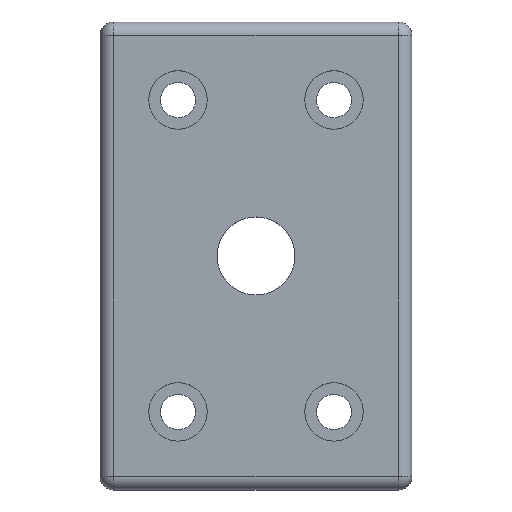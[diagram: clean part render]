
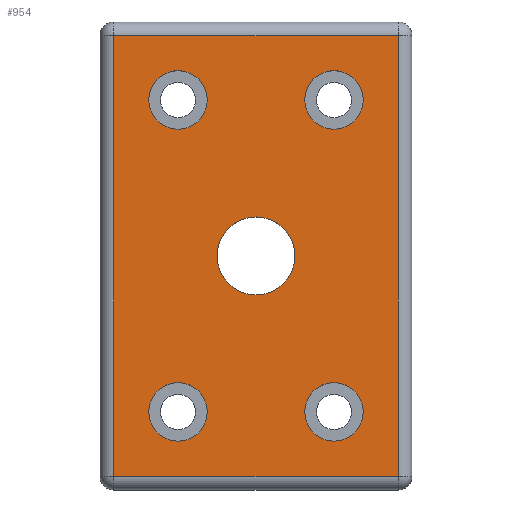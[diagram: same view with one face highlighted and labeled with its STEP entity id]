
A CAD part, top view. The second image highlights one B-rep face of the part: STEP entity #954.
In plain terms, the highlighted planar face has unit normal (0, 0, 1).
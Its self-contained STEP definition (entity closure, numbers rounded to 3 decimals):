
#172=CARTESIAN_POINT('',(206.813,82.235,15.0));
#173=VERTEX_POINT('',#172);
#182=CARTESIAN_POINT('',(221.813,82.235,15.0));
#183=VERTEX_POINT('',#182);
#184=CARTESIAN_POINT('',(214.313,82.235,15.0));
#185=DIRECTION('',(0.0,0.0,-1.0));
#186=DIRECTION('',(-1.0,0.0,0.0));
#187=AXIS2_PLACEMENT_3D('',#184,#185,#186);
#188=CIRCLE('',#187,7.5);
#189=EDGE_CURVE('',#183,#173,#188,.T.);
#256=CARTESIAN_POINT('',(246.813,82.235,15.0));
#257=VERTEX_POINT('',#256);
#266=CARTESIAN_POINT('',(261.813,82.235,15.0));
#267=VERTEX_POINT('',#266);
#268=CARTESIAN_POINT('',(254.313,82.235,15.0));
#269=DIRECTION('',(0.0,0.0,-1.0));
#270=DIRECTION('',(-1.0,0.0,0.0));
#271=AXIS2_PLACEMENT_3D('',#268,#269,#270);
#272=CIRCLE('',#271,7.5);
#273=EDGE_CURVE('',#267,#257,#272,.T.);
#340=CARTESIAN_POINT('',(206.813,162.235,15.0));
#341=VERTEX_POINT('',#340);
#350=CARTESIAN_POINT('',(221.813,162.235,15.0));
#351=VERTEX_POINT('',#350);
#352=CARTESIAN_POINT('',(214.313,162.235,15.0));
#353=DIRECTION('',(0.0,0.0,-1.0));
#354=DIRECTION('',(-1.0,0.0,0.0));
#355=AXIS2_PLACEMENT_3D('',#352,#353,#354);
#356=CIRCLE('',#355,7.5);
#357=EDGE_CURVE('',#351,#341,#356,.T.);
#424=CARTESIAN_POINT('',(246.813,162.235,15.0));
#425=VERTEX_POINT('',#424);
#434=CARTESIAN_POINT('',(261.813,162.235,15.0));
#435=VERTEX_POINT('',#434);
#436=CARTESIAN_POINT('',(254.313,162.235,15.0));
#437=DIRECTION('',(0.0,0.0,-1.0));
#438=DIRECTION('',(-1.0,0.0,0.0));
#439=AXIS2_PLACEMENT_3D('',#436,#437,#438);
#440=CIRCLE('',#439,7.5);
#441=EDGE_CURVE('',#435,#425,#440,.T.);
#466=CARTESIAN_POINT('',(224.313,122.235,15.0));
#467=VERTEX_POINT('',#466);
#476=CARTESIAN_POINT('',(244.313,122.235,15.0));
#477=VERTEX_POINT('',#476);
#478=CARTESIAN_POINT('',(234.313,122.235,15.0));
#479=DIRECTION('',(0.0,0.0,-1.0));
#480=DIRECTION('',(-1.0,0.0,0.0));
#481=AXIS2_PLACEMENT_3D('',#478,#479,#480);
#482=CIRCLE('',#481,10.0);
#483=EDGE_CURVE('',#477,#467,#482,.T.);
#519=CARTESIAN_POINT('',(270.813,178.735,15.0));
#520=VERTEX_POINT('',#519);
#554=CARTESIAN_POINT('',(197.813,178.735,15.0));
#555=VERTEX_POINT('',#554);
#580=CARTESIAN_POINT('',(270.813,65.735,15.0));
#581=VERTEX_POINT('',#580);
#613=CARTESIAN_POINT('',(197.813,65.735,15.0));
#614=VERTEX_POINT('',#613);
#688=CARTESIAN_POINT('',(270.813,65.735,15.0));
#689=DIRECTION('',(-1.0,0.0,0.0));
#690=VECTOR('',#689,73.0);
#691=LINE('',#688,#690);
#692=EDGE_CURVE('',#581,#614,#691,.T.);
#710=CARTESIAN_POINT('',(197.813,65.735,15.0));
#711=DIRECTION('',(0.0,1.0,0.0));
#712=VECTOR('',#711,113.0);
#713=LINE('',#710,#712);
#714=EDGE_CURVE('',#614,#555,#713,.T.);
#764=CARTESIAN_POINT('',(270.813,178.735,15.0));
#765=DIRECTION('',(0.0,-1.0,0.0));
#766=VECTOR('',#765,113.0);
#767=LINE('',#764,#766);
#768=EDGE_CURVE('',#520,#581,#767,.T.);
#818=CARTESIAN_POINT('',(197.813,178.735,15.0));
#819=DIRECTION('',(1.0,0.0,0.0));
#820=VECTOR('',#819,73.0);
#821=LINE('',#818,#820);
#822=EDGE_CURVE('',#555,#520,#821,.T.);
#893=CARTESIAN_POINT('',(194.313,182.235,15.0));
#894=DIRECTION('',(0.0,0.0,-1.0));
#895=DIRECTION('',(-1.0,0.0,0.0));
#896=AXIS2_PLACEMENT_3D('',#893,#894,#895);
#897=PLANE('',#896);
#898=ORIENTED_EDGE('',*,*,#692,.F.);
#899=ORIENTED_EDGE('',*,*,#768,.F.);
#900=ORIENTED_EDGE('',*,*,#822,.F.);
#901=ORIENTED_EDGE('',*,*,#714,.F.);
#902=EDGE_LOOP('',(#898,#899,#900,#901));
#903=FACE_OUTER_BOUND('',#902,.T.);
#904=CARTESIAN_POINT('',(214.313,82.235,15.0));
#905=DIRECTION('',(0.0,0.0,-1.0));
#906=DIRECTION('',(-1.0,0.0,0.0));
#907=AXIS2_PLACEMENT_3D('',#904,#905,#906);
#908=CIRCLE('',#907,7.5);
#909=EDGE_CURVE('',#173,#183,#908,.T.);
#910=ORIENTED_EDGE('',*,*,#909,.T.);
#911=ORIENTED_EDGE('',*,*,#189,.T.);
#912=EDGE_LOOP('',(#910,#911));
#913=FACE_BOUND('',#912,.T.);
#914=CARTESIAN_POINT('',(254.313,82.235,15.0));
#915=DIRECTION('',(0.0,0.0,-1.0));
#916=DIRECTION('',(-1.0,0.0,0.0));
#917=AXIS2_PLACEMENT_3D('',#914,#915,#916);
#918=CIRCLE('',#917,7.5);
#919=EDGE_CURVE('',#257,#267,#918,.T.);
#920=ORIENTED_EDGE('',*,*,#919,.T.);
#921=ORIENTED_EDGE('',*,*,#273,.T.);
#922=EDGE_LOOP('',(#920,#921));
#923=FACE_BOUND('',#922,.T.);
#924=CARTESIAN_POINT('',(214.313,162.235,15.0));
#925=DIRECTION('',(0.0,0.0,-1.0));
#926=DIRECTION('',(-1.0,0.0,0.0));
#927=AXIS2_PLACEMENT_3D('',#924,#925,#926);
#928=CIRCLE('',#927,7.5);
#929=EDGE_CURVE('',#341,#351,#928,.T.);
#930=ORIENTED_EDGE('',*,*,#929,.T.);
#931=ORIENTED_EDGE('',*,*,#357,.T.);
#932=EDGE_LOOP('',(#930,#931));
#933=FACE_BOUND('',#932,.T.);
#934=CARTESIAN_POINT('',(254.313,162.235,15.0));
#935=DIRECTION('',(0.0,0.0,-1.0));
#936=DIRECTION('',(-1.0,0.0,0.0));
#937=AXIS2_PLACEMENT_3D('',#934,#935,#936);
#938=CIRCLE('',#937,7.5);
#939=EDGE_CURVE('',#425,#435,#938,.T.);
#940=ORIENTED_EDGE('',*,*,#939,.T.);
#941=ORIENTED_EDGE('',*,*,#441,.T.);
#942=EDGE_LOOP('',(#940,#941));
#943=FACE_BOUND('',#942,.T.);
#944=CARTESIAN_POINT('',(234.313,122.235,15.0));
#945=DIRECTION('',(0.0,0.0,-1.0));
#946=DIRECTION('',(-1.0,0.0,0.0));
#947=AXIS2_PLACEMENT_3D('',#944,#945,#946);
#948=CIRCLE('',#947,10.0);
#949=EDGE_CURVE('',#467,#477,#948,.T.);
#950=ORIENTED_EDGE('',*,*,#949,.T.);
#951=ORIENTED_EDGE('',*,*,#483,.T.);
#952=EDGE_LOOP('',(#950,#951));
#953=FACE_BOUND('',#952,.T.);
#954=ADVANCED_FACE('',(#903,#913,#923,#933,#943,#953),#897,.F.);
